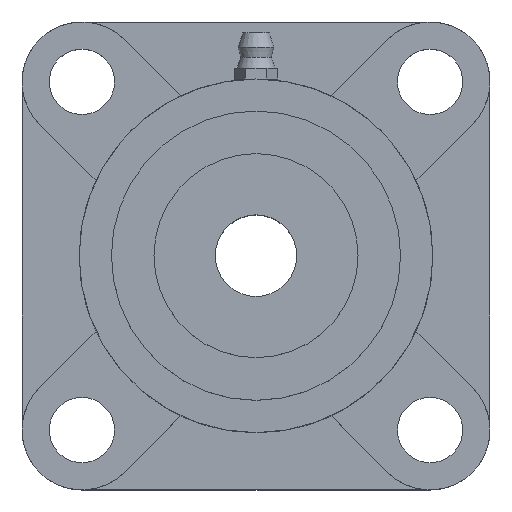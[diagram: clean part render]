
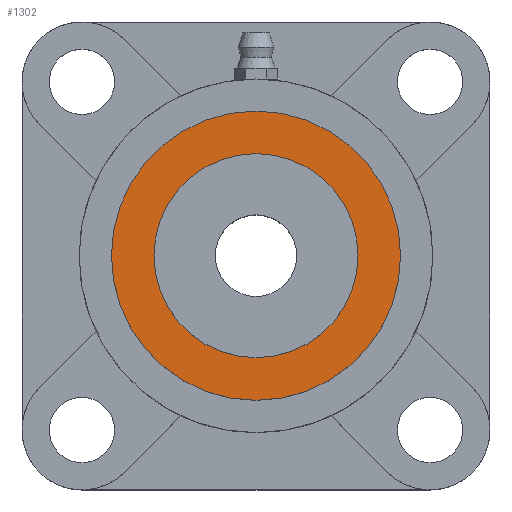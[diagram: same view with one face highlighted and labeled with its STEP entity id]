
A CAD part, top view. The second image highlights one B-rep face of the part: STEP entity #1302.
In plain terms, the highlighted planar face has unit normal (0, 0, 1).
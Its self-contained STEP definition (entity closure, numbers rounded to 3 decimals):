
#289=FACE_BOUND('',#391,.T.);
#309=FACE_OUTER_BOUND('',#390,.T.);
#390=EDGE_LOOP('',(#875));
#391=EDGE_LOOP('',(#876));
#488=CIRCLE('',#1447,18.75);
#489=CIRCLE('',#1449,26.575);
#560=VERTEX_POINT('',#2037);
#561=VERTEX_POINT('',#2041);
#682=EDGE_CURVE('',#560,#560,#488,.T.);
#684=EDGE_CURVE('',#561,#561,#489,.T.);
#875=ORIENTED_EDGE('',*,*,#684,.F.);
#876=ORIENTED_EDGE('',*,*,#682,.T.);
#1248=PLANE('',#1448);
#1302=ADVANCED_FACE('',(#309,#289),#1248,.T.);
#1447=AXIS2_PLACEMENT_3D('',#2038,#1610,#1611);
#1448=AXIS2_PLACEMENT_3D('',#2040,#1613,#1614);
#1449=AXIS2_PLACEMENT_3D('',#2042,#1615,#1616);
#1610=DIRECTION('center_axis',(0.,0.,-1.));
#1611=DIRECTION('ref_axis',(1.,0.,0.));
#1613=DIRECTION('center_axis',(0.,0.,1.));
#1614=DIRECTION('ref_axis',(1.,0.,0.));
#1615=DIRECTION('center_axis',(0.,0.,-1.));
#1616=DIRECTION('ref_axis',(1.,0.,0.));
#2037=CARTESIAN_POINT('',(0.,-18.75,34.5));
#2038=CARTESIAN_POINT('Origin',(0.,0.,34.5));
#2040=CARTESIAN_POINT('Origin',(0.,26.575,34.5));
#2041=CARTESIAN_POINT('',(0.,-26.575,34.5));
#2042=CARTESIAN_POINT('Origin',(0.,0.,34.5));
